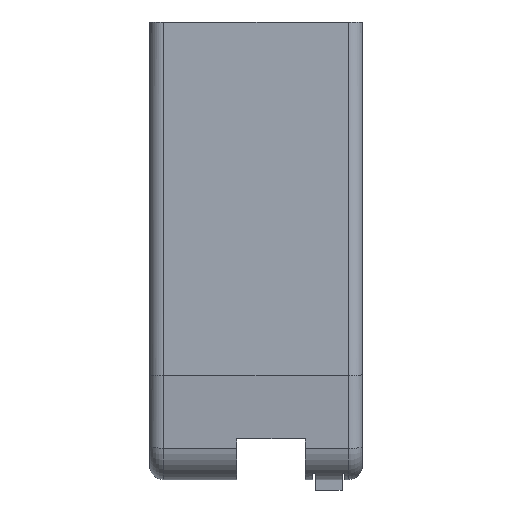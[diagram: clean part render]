
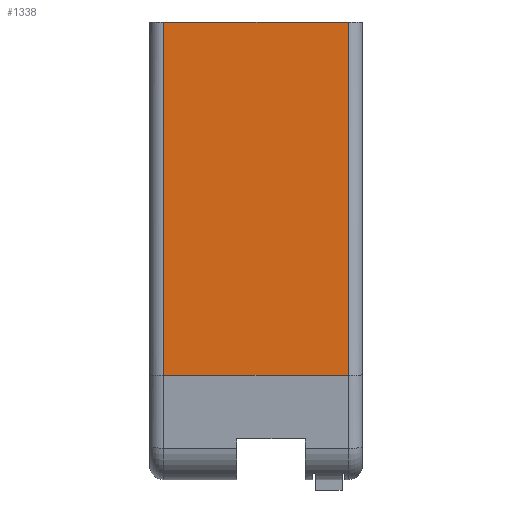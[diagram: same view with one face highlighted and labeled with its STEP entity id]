
A CAD part, top view. The second image highlights one B-rep face of the part: STEP entity #1338.
In plain terms, the highlighted planar face has unit normal (0, 0, 1).
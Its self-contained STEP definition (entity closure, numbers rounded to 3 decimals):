
#32 = FACE_OUTER_BOUND ( 'NONE', #1323, .T. ) ;
#37 = PLANE ( 'NONE',  #43 ) ;
#40 = DIRECTION ( 'NONE',  ( 0., 1., 0. ) ) ;
#41 = DIRECTION ( 'NONE',  ( 0., 0., -1. ) ) ;
#42 = CARTESIAN_POINT ( 'NONE',  ( -30.5, 25.072, 5.629 ) ) ;
#43 = AXIS2_PLACEMENT_3D ( 'NONE', #42, #41, #40 ) ;
#79 = CARTESIAN_POINT ( 'NONE',  ( -28.5, 25.072, 5.629 ) ) ;
#119 = CARTESIAN_POINT ( 'NONE',  ( -2., 25.072, 5.629 ) ) ;
#137 = LINE ( 'NONE', #143, #142 ) ;
#141 = DIRECTION ( 'NONE',  ( 1., 0., 0. ) ) ;
#142 = VECTOR ( 'NONE', #141, 1000. ) ;
#143 = CARTESIAN_POINT ( 'NONE',  ( -30.5, 25.072, 5.629 ) ) ;
#415 = DIRECTION ( 'NONE',  ( 0., 1., 0. ) ) ;
#416 = VECTOR ( 'NONE', #415, 1000. ) ;
#417 = CARTESIAN_POINT ( 'NONE',  ( -2., 25.072, 5.629 ) ) ;
#418 = LINE ( 'NONE', #417, #416 ) ;
#1097 = DIRECTION ( 'NONE',  ( 1., 0., 0. ) ) ;
#1098 = VECTOR ( 'NONE', #1097, 1000. ) ;
#1099 = CARTESIAN_POINT ( 'NONE',  ( -30.5, -25.582, 5.629 ) ) ;
#1100 = LINE ( 'NONE', #1099, #1098 ) ;
#1101 = CARTESIAN_POINT ( 'NONE',  ( -2., -25.582, 5.629 ) ) ;
#1142 = CARTESIAN_POINT ( 'NONE',  ( -28.5, -25.582, 5.629 ) ) ;
#1149 = VECTOR ( 'NONE', #1168, 1000. ) ;
#1161 = LINE ( 'NONE', #1169, #1149 ) ;
#1168 = DIRECTION ( 'NONE',  ( 0., -1., 0. ) ) ;
#1169 = CARTESIAN_POINT ( 'NONE',  ( -28.5, 25.072, 5.629 ) ) ;
#1314 = EDGE_CURVE ( 'NONE', #1319, #1315, #1100, .T. ) ;
#1315 = VERTEX_POINT ( 'NONE', #1101 ) ;
#1319 = VERTEX_POINT ( 'NONE', #1142 ) ;
#1323 = EDGE_LOOP ( 'NONE', ( #1331, #1335, #1332, #1333 ) ) ;
#1325 = EDGE_CURVE ( 'NONE', #1465, #1319, #1161, .T. ) ;
#1331 = ORIENTED_EDGE ( 'NONE', *, *, #1596, .F. ) ;
#1332 = ORIENTED_EDGE ( 'NONE', *, *, #1314, .T. ) ;
#1333 = ORIENTED_EDGE ( 'NONE', *, *, #1337, .T. ) ;
#1335 = ORIENTED_EDGE ( 'NONE', *, *, #1325, .T. ) ;
#1337 = EDGE_CURVE ( 'NONE', #1315, #1587, #418, .T. ) ;
#1338 = ADVANCED_FACE ( 'NONE', ( #32 ), #37, .F. ) ;
#1465 = VERTEX_POINT ( 'NONE', #79 ) ;
#1587 = VERTEX_POINT ( 'NONE', #119 ) ;
#1596 = EDGE_CURVE ( 'NONE', #1465, #1587, #137, .T. ) ;
